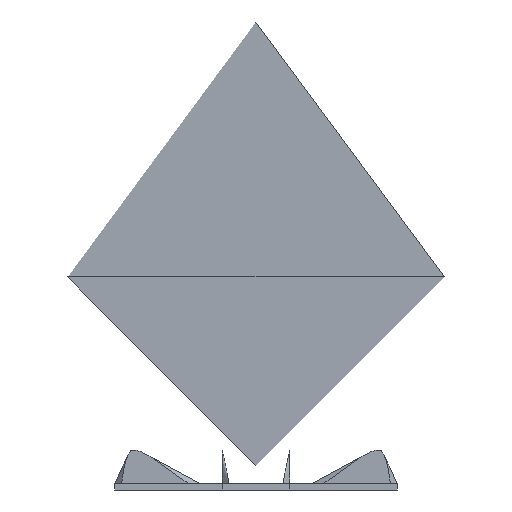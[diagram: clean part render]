
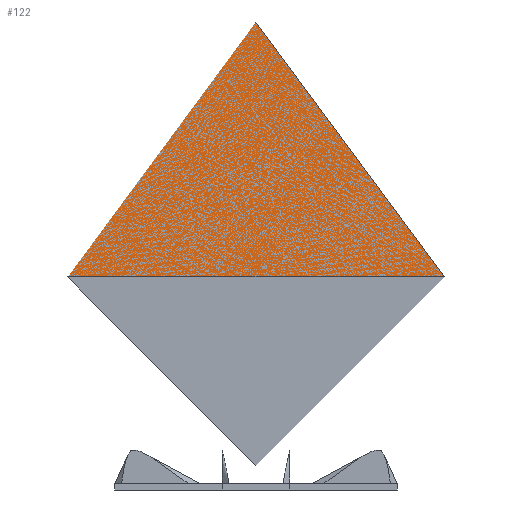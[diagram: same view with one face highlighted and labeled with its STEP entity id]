
A CAD part, front view. The second image highlights one B-rep face of the part: STEP entity #122.
In plain terms, the highlighted free-form (B-spline) face has degree [2, 3] with [5, 11] control points.
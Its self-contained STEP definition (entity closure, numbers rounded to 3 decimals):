
#122=ADVANCED_FACE('',(#162),#513,.T.);
#162=FACE_OUTER_BOUND('',#202,.T.);
#202=EDGE_LOOP('',(#350,#351,#352));
#350=ORIENTED_EDGE('',*,*,#437,.T.);
#351=ORIENTED_EDGE('',*,*,#435,.F.);
#352=ORIENTED_EDGE('',*,*,#436,.T.);
#435=EDGE_CURVE('',#503,#502,#448,.T.);
#436=EDGE_CURVE('',#503,#504,#449,.T.);
#437=EDGE_CURVE('',#504,#502,#450,.T.);
#448=(
BOUNDED_CURVE()
B_SPLINE_CURVE(3,(#2673,#2674,#2675,#2676,#2677,#2678,#2679,#2680,#2681,
#2682,#2683),.UNSPECIFIED.,.F.,.F.)
B_SPLINE_CURVE_WITH_KNOTS((4,3,3,1,4),(24.987,39.38,
40.498,47.26,54.58),.UNSPECIFIED.)
CURVE()
GEOMETRIC_REPRESENTATION_ITEM()
RATIONAL_B_SPLINE_CURVE((1.,1.,1.,1.,0.898,0.898,
1.,1.,1.,1.,1.))
REPRESENTATION_ITEM('')
);
#449=(
BOUNDED_CURVE()
B_SPLINE_CURVE(2,(#2684,#2685,#2686,#2687,#2688),.UNSPECIFIED.,.F.,.F.)
B_SPLINE_CURVE_WITH_KNOTS((3,2,3),(0.,13.552,27.104),
 .UNSPECIFIED.)
CURVE()
GEOMETRIC_REPRESENTATION_ITEM()
RATIONAL_B_SPLINE_CURVE((1.,0.707,1.,0.707,1.))
REPRESENTATION_ITEM('')
);
#450=(
BOUNDED_CURVE()
B_SPLINE_CURVE(3,(#2689,#2690,#2691,#2692,#2693,#2694,#2695,#2696,#2697,
#2698,#2699),.UNSPECIFIED.,.F.,.F.)
B_SPLINE_CURVE_WITH_KNOTS((4,3,3,1,4),(24.987,39.38,
40.498,47.26,54.58),.UNSPECIFIED.)
CURVE()
GEOMETRIC_REPRESENTATION_ITEM()
RATIONAL_B_SPLINE_CURVE((1.,1.,1.,1.,0.898,0.898,
1.,1.,1.,1.,1.))
REPRESENTATION_ITEM('')
);
#502=VERTEX_POINT('',#2657);
#503=VERTEX_POINT('',#2658);
#504=VERTEX_POINT('',#2659);
#513=(
BOUNDED_SURFACE()
B_SPLINE_SURFACE(2,3,((#2416,#2417,#2418,#2419,#2420,#2421,#2422,#2423,
#2424,#2425,#2426),(#2427,#2428,#2429,#2430,#2431,#2432,#2433,#2434,#2435,
#2436,#2437),(#2438,#2439,#2440,#2441,#2442,#2443,#2444,#2445,#2446,#2447,
#2448),(#2449,#2450,#2451,#2452,#2453,#2454,#2455,#2456,#2457,#2458,#2459),
(#2460,#2461,#2462,#2463,#2464,#2465,#2466,#2467,#2468,#2469,#2470)),
 .UNSPECIFIED.,.F.,.F.,.F.)
B_SPLINE_SURFACE_WITH_KNOTS((3,2,3),(4,3,3,1,4),(0.,13.552,27.104),
(24.987,39.38,40.498,47.26,54.58),
 .UNSPECIFIED.)
GEOMETRIC_REPRESENTATION_ITEM()
RATIONAL_B_SPLINE_SURFACE(((1.,1.,1.,1.,0.898,0.898,
1.,1.,1.,1.,1.),(0.707,0.707,0.707,
0.707,0.635,0.635,0.707,
0.707,0.707,0.707,0.707),
(1.,1.,1.,1.,0.898,0.898,1.,1.,1.,1.,1.),(0.707,
0.707,0.707,0.707,0.635,
0.635,0.707,0.707,0.707,
0.707,0.707),(1.,1.,1.,1.,0.898,0.898,
1.,1.,1.,1.,1.)))
REPRESENTATION_ITEM('')
SURFACE()
);
#2416=CARTESIAN_POINT('',(121.689,-5.993,21.729));
#2417=CARTESIAN_POINT('',(121.689,-5.993,50.806));
#2418=CARTESIAN_POINT('',(121.689,-5.993,79.882));
#2419=CARTESIAN_POINT('',(121.689,-5.993,108.959));
#2420=CARTESIAN_POINT('',(121.689,-5.993,111.345));
#2421=CARTESIAN_POINT('',(120.422,-5.993,113.368));
#2422=CARTESIAN_POINT('',(118.276,-5.993,114.411));
#2423=CARTESIAN_POINT('',(104.476,-5.993,121.113));
#2424=CARTESIAN_POINT('',(74.996,-5.993,128.266));
#2425=CARTESIAN_POINT('',(56.261,-5.993,133.766));
#2426=CARTESIAN_POINT('',(36.84,-5.993,136.65));
#2427=CARTESIAN_POINT('',(121.689,78.855,21.729));
#2428=CARTESIAN_POINT('',(121.689,78.855,50.806));
#2429=CARTESIAN_POINT('',(121.689,78.855,79.882));
#2430=CARTESIAN_POINT('',(121.689,78.855,108.959));
#2431=CARTESIAN_POINT('',(121.689,78.855,111.345));
#2432=CARTESIAN_POINT('',(120.422,77.589,113.368));
#2433=CARTESIAN_POINT('',(118.276,75.443,114.411));
#2434=CARTESIAN_POINT('',(104.476,61.642,121.113));
#2435=CARTESIAN_POINT('',(74.996,32.162,128.266));
#2436=CARTESIAN_POINT('',(56.261,13.428,133.766));
#2437=CARTESIAN_POINT('',(36.84,-5.993,136.65));
#2438=CARTESIAN_POINT('',(36.84,78.855,21.729));
#2439=CARTESIAN_POINT('',(36.84,78.855,50.806));
#2440=CARTESIAN_POINT('',(36.84,78.855,79.882));
#2441=CARTESIAN_POINT('',(36.84,78.855,108.959));
#2442=CARTESIAN_POINT('',(36.84,78.855,111.345));
#2443=CARTESIAN_POINT('',(36.84,77.589,113.368));
#2444=CARTESIAN_POINT('',(36.84,75.443,114.411));
#2445=CARTESIAN_POINT('',(36.84,61.642,121.113));
#2446=CARTESIAN_POINT('',(36.84,32.162,128.266));
#2447=CARTESIAN_POINT('',(36.84,13.428,133.766));
#2448=CARTESIAN_POINT('',(36.84,-5.993,136.65));
#2449=CARTESIAN_POINT('',(-48.008,78.855,21.729));
#2450=CARTESIAN_POINT('',(-48.008,78.855,50.806));
#2451=CARTESIAN_POINT('',(-48.008,78.855,79.882));
#2452=CARTESIAN_POINT('',(-48.008,78.855,108.959));
#2453=CARTESIAN_POINT('',(-48.008,78.855,111.345));
#2454=CARTESIAN_POINT('',(-46.742,77.589,113.368));
#2455=CARTESIAN_POINT('',(-44.595,75.443,114.411));
#2456=CARTESIAN_POINT('',(-30.795,61.642,121.113));
#2457=CARTESIAN_POINT('',(-1.315,32.162,128.266));
#2458=CARTESIAN_POINT('',(17.419,13.428,133.766));
#2459=CARTESIAN_POINT('',(36.84,-5.993,136.65));
#2460=CARTESIAN_POINT('',(-48.008,-5.993,21.729));
#2461=CARTESIAN_POINT('',(-48.008,-5.993,50.806));
#2462=CARTESIAN_POINT('',(-48.008,-5.993,79.882));
#2463=CARTESIAN_POINT('',(-48.008,-5.993,108.959));
#2464=CARTESIAN_POINT('',(-48.008,-5.993,111.345));
#2465=CARTESIAN_POINT('',(-46.742,-5.993,113.368));
#2466=CARTESIAN_POINT('',(-44.595,-5.993,114.411));
#2467=CARTESIAN_POINT('',(-30.795,-5.993,121.113));
#2468=CARTESIAN_POINT('',(-1.315,-5.993,128.266));
#2469=CARTESIAN_POINT('',(17.419,-5.993,133.766));
#2470=CARTESIAN_POINT('',(36.84,-5.993,136.65));
#2657=CARTESIAN_POINT('',(36.84,-5.993,136.65));
#2658=CARTESIAN_POINT('',(121.689,-5.993,21.729));
#2659=CARTESIAN_POINT('',(-48.008,-5.993,21.729));
#2673=CARTESIAN_POINT('',(121.689,-5.993,21.729));
#2674=CARTESIAN_POINT('',(121.689,-5.993,50.806));
#2675=CARTESIAN_POINT('',(121.689,-5.993,79.882));
#2676=CARTESIAN_POINT('',(121.689,-5.993,108.959));
#2677=CARTESIAN_POINT('',(121.689,-5.993,111.345));
#2678=CARTESIAN_POINT('',(120.422,-5.993,113.368));
#2679=CARTESIAN_POINT('',(118.276,-5.993,114.411));
#2680=CARTESIAN_POINT('',(104.476,-5.993,121.113));
#2681=CARTESIAN_POINT('',(74.996,-5.993,128.266));
#2682=CARTESIAN_POINT('',(56.261,-5.993,133.766));
#2683=CARTESIAN_POINT('',(36.84,-5.993,136.65));
#2684=CARTESIAN_POINT('',(121.689,-5.993,21.729));
#2685=CARTESIAN_POINT('',(121.689,78.855,21.729));
#2686=CARTESIAN_POINT('',(36.84,78.855,21.729));
#2687=CARTESIAN_POINT('',(-48.008,78.855,21.729));
#2688=CARTESIAN_POINT('',(-48.008,-5.993,21.729));
#2689=CARTESIAN_POINT('',(-48.008,-5.993,21.729));
#2690=CARTESIAN_POINT('',(-48.008,-5.993,50.806));
#2691=CARTESIAN_POINT('',(-48.008,-5.993,79.882));
#2692=CARTESIAN_POINT('',(-48.008,-5.993,108.959));
#2693=CARTESIAN_POINT('',(-48.008,-5.993,111.345));
#2694=CARTESIAN_POINT('',(-46.742,-5.993,113.368));
#2695=CARTESIAN_POINT('',(-44.595,-5.993,114.411));
#2696=CARTESIAN_POINT('',(-30.795,-5.993,121.113));
#2697=CARTESIAN_POINT('',(-1.315,-5.993,128.266));
#2698=CARTESIAN_POINT('',(17.419,-5.993,133.766));
#2699=CARTESIAN_POINT('',(36.84,-5.993,136.65));
